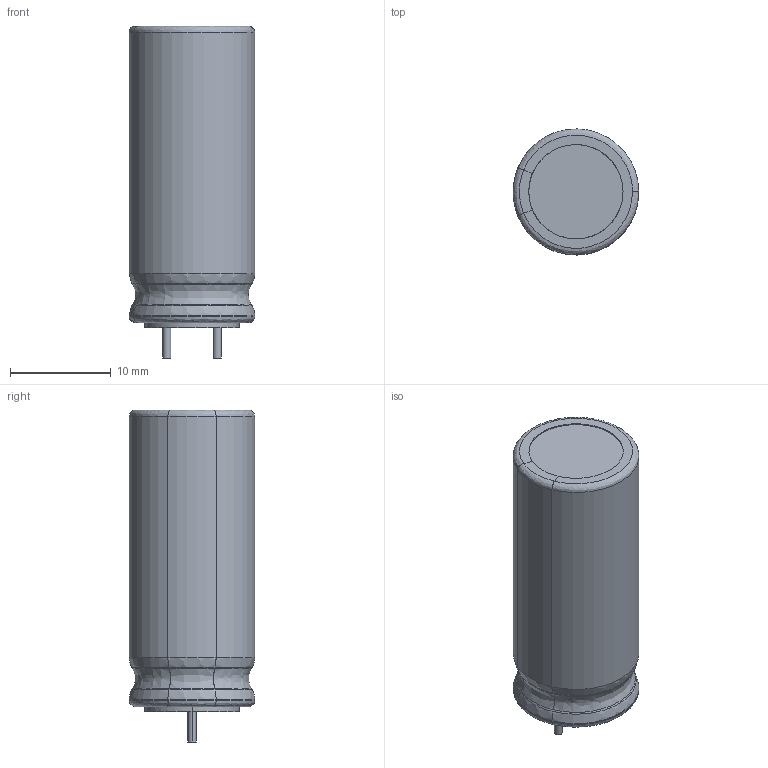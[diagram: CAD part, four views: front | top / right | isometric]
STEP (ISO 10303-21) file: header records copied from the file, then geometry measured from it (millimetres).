
FILE_DESCRIPTION (( 'STEP AP214' ), '1' );
FILE_NAME ('User Library-CapAluRadial_D125H300P50.STEP', '2018-09-29T01:10:31', ( '' ), ( '' ), 'SwSTEP 2.0', 'SolidWorks 2018', '' );
FILE_SCHEMA (( 'AUTOMOTIVE_DESIGN' ));
Length unit declared in the file: centimetre
Products named in the file (1): User Library-CapAluRadial_D125H300P50
Bounding box: 12.48 x 12.5 x 33 mm (x, y, z)
Volume: 3595.3 mm3; surface area: 1416.3 mm2
Topology: 1 solids, 1 shells, 45 faces, 120 edges, 79 vertices
Faces by surface type: bspline 15, cylinder 14, plane 10, cone 6
Entity records: 1982 total; most frequent: CARTESIAN_POINT 638, ORIENTED_EDGE 240, DIRECTION 201, EDGE_CURVE 120, AXIS2_PLACEMENT_3D 82, VERTEX_POINT 79, CIRCLE 51, EDGE_LOOP 47
